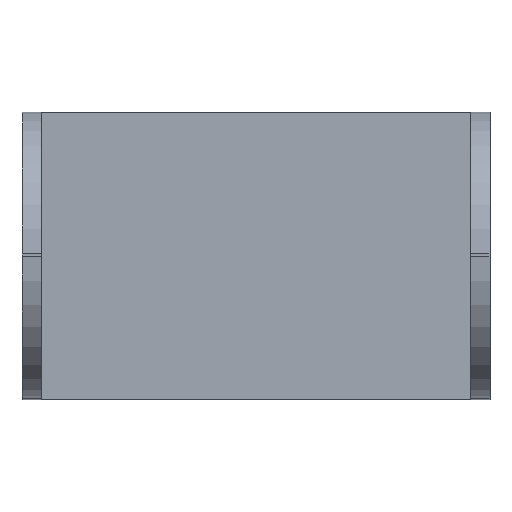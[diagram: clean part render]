
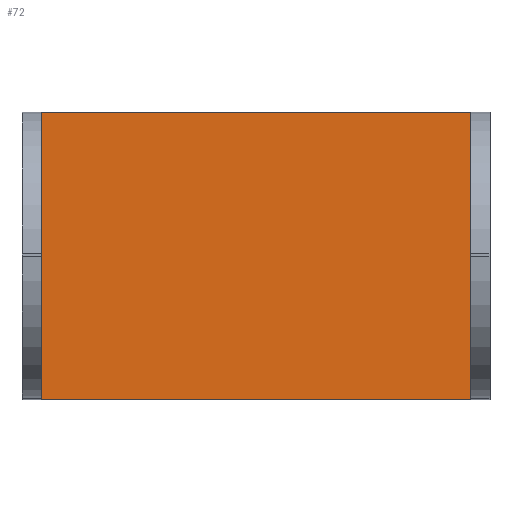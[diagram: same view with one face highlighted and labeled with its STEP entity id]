
A CAD part, top view. The second image highlights one B-rep face of the part: STEP entity #72.
In plain terms, the highlighted face is planar.
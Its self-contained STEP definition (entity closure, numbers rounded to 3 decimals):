
#72=ADVANCED_FACE('',(#108),#90,.T.);
#90=PLANE('',#543);
#108=FACE_OUTER_BOUND('',#130,.T.);
#130=EDGE_LOOP('',(#273,#274,#275,#276));
#273=ORIENTED_EDGE('',*,*,#417,.F.);
#274=ORIENTED_EDGE('',*,*,#394,.F.);
#275=ORIENTED_EDGE('',*,*,#416,.T.);
#276=ORIENTED_EDGE('',*,*,#364,.T.);
#313=VERTEX_POINT('',#713);
#314=VERTEX_POINT('',#715);
#338=VERTEX_POINT('',#786);
#339=VERTEX_POINT('',#788);
#364=EDGE_CURVE('',#314,#313,#428,.T.);
#394=EDGE_CURVE('',#338,#339,#449,.T.);
#416=EDGE_CURVE('',#338,#314,#464,.T.);
#417=EDGE_CURVE('',#339,#313,#465,.T.);
#428=LINE('',#714,#474);
#449=LINE('',#787,#495);
#464=LINE('',#834,#510);
#465=LINE('',#836,#511);
#474=VECTOR('',#572,1.);
#495=VECTOR('',#607,1.);
#510=VECTOR('',#656,1.);
#511=VECTOR('',#659,1.);
#543=AXIS2_PLACEMENT_3D('',#837,#660,#661);
#572=DIRECTION('',(1.,0.,0.));
#607=DIRECTION('',(1.,0.,0.));
#656=DIRECTION('',(0.,1.,0.));
#659=DIRECTION('',(0.,1.,0.));
#660=DIRECTION('',(0.,0.,-1.));
#661=DIRECTION('',(-1.,0.,0.));
#713=CARTESIAN_POINT('',(53.868,30.,-80.082));
#714=CARTESIAN_POINT('',(55.868,30.,-80.082));
#715=CARTESIAN_POINT('',(8.868,30.,-80.082));
#786=CARTESIAN_POINT('',(8.868,0.,-80.082));
#787=CARTESIAN_POINT('',(8.868,0.,-80.082));
#788=CARTESIAN_POINT('',(53.868,0.,-80.082));
#834=CARTESIAN_POINT('',(8.868,52.5,-80.082));
#836=CARTESIAN_POINT('',(53.868,52.5,-80.082));
#837=CARTESIAN_POINT('',(8.868,52.5,-80.082));
